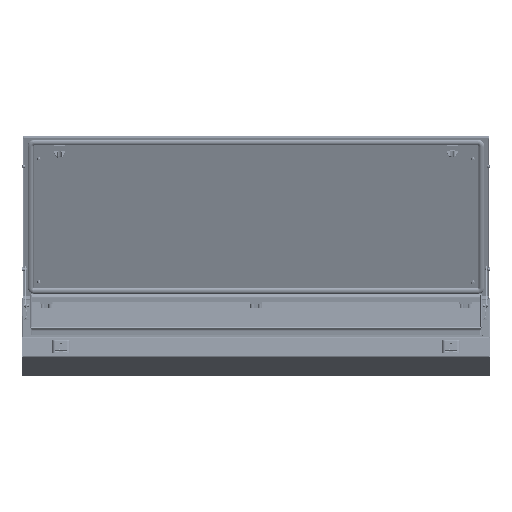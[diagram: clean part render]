
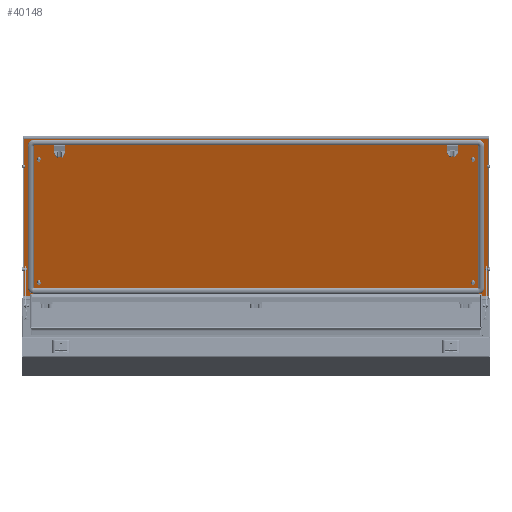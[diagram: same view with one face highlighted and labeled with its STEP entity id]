
A CAD part, front view. The second image highlights one B-rep face of the part: STEP entity #40148.
In plain terms, the highlighted face is planar.
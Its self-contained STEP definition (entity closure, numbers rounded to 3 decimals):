
#21395 = DIRECTION ( 'NONE',  ( -1., 0., 0. ) ) ;
#21409 = CARTESIAN_POINT ( 'NONE',  ( 219.5, -595.5, 2. ) ) ;
#21420 = CARTESIAN_POINT ( 'NONE',  ( 218.5, 595.5, 2. ) ) ;
#21429 = DIRECTION ( 'NONE',  ( 0., -1., 0. ) ) ;
#21432 = DIRECTION ( 'NONE',  ( 1., 0., 0. ) ) ;
#21437 = CARTESIAN_POINT ( 'NONE',  ( -219.5, 595.5, 2. ) ) ;
#21447 = CARTESIAN_POINT ( 'NONE',  ( -218.5, -595.5, 2. ) ) ;
#21450 = DIRECTION ( 'NONE',  ( 0., 1., 0. ) ) ;
#23526 = FACE_OUTER_BOUND ( 'NONE', #75722, .T. ) ;
#24490 = VERTEX_POINT ( 'NONE', #95911 ) ;
#24491 = VERTEX_POINT ( 'NONE', #95913 ) ;
#24504 = VERTEX_POINT ( 'NONE', #95968 ) ;
#24507 = VERTEX_POINT ( 'NONE', #95987 ) ;
#40148 = ADVANCED_FACE ( 'NONE', ( #23526 ), #51988, .T. ) ;
#51981 = CARTESIAN_POINT ( 'NONE',  ( -219.5, -596.5, 2. ) ) ;
#51988 = PLANE ( 'NONE',  #54430 ) ;
#51990 = DIRECTION ( 'NONE',  ( 0., 0., 1. ) ) ;
#51991 = DIRECTION ( 'NONE',  ( 1., 0., 0. ) ) ;
#53492 = EDGE_CURVE ( 'NONE', #24490, #24491, #140795, .T. ) ;
#53499 = EDGE_CURVE ( 'NONE', #24507, #24490, #140826, .T. ) ;
#53503 = EDGE_CURVE ( 'NONE', #24504, #24507, #140835, .T. ) ;
#53508 = EDGE_CURVE ( 'NONE', #24491, #24504, #140852, .T. ) ;
#54430 = AXIS2_PLACEMENT_3D ( 'NONE', #51981, #51990, #51991 ) ;
#75722 = EDGE_LOOP ( 'NONE', ( #84220, #84223, #84226, #84229 ) ) ;
#84220 = ORIENTED_EDGE ( 'NONE', *, *, #53492, .F. ) ;
#84223 = ORIENTED_EDGE ( 'NONE', *, *, #53499, .F. ) ;
#84226 = ORIENTED_EDGE ( 'NONE', *, *, #53503, .F. ) ;
#84229 = ORIENTED_EDGE ( 'NONE', *, *, #53508, .F. ) ;
#95911 = CARTESIAN_POINT ( 'NONE',  ( 218.5, -595.5, 2. ) ) ;
#95913 = CARTESIAN_POINT ( 'NONE',  ( -218.5, -595.5, 2. ) ) ;
#95968 = CARTESIAN_POINT ( 'NONE',  ( -218.5, 595.5, 2. ) ) ;
#95987 = CARTESIAN_POINT ( 'NONE',  ( 218.5, 595.5, 2. ) ) ;
#140795 = LINE ( 'NONE', #21409, #140823 ) ;
#140823 = VECTOR ( 'NONE', #21395, 1000. ) ;
#140826 = LINE ( 'NONE', #21420, #140838 ) ;
#140835 = LINE ( 'NONE', #21437, #140849 ) ;
#140838 = VECTOR ( 'NONE', #21429, 1000. ) ;
#140849 = VECTOR ( 'NONE', #21432, 1000. ) ;
#140852 = LINE ( 'NONE', #21447, #140863 ) ;
#140863 = VECTOR ( 'NONE', #21450, 1000. ) ;
